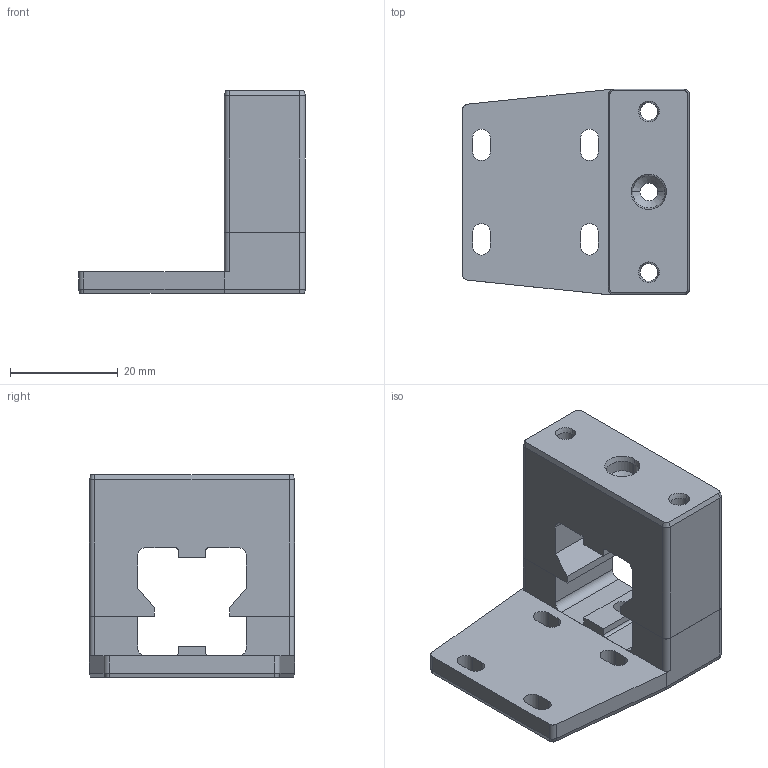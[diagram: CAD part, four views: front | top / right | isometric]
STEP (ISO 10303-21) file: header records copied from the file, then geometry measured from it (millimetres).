
FILE_DESCRIPTION (( 'STEP AP203' ), '1' );
FILE_NAME ('v2_slot5_X_bot_plate_LR.STEP', '2018-02-17T11:15:30', ( 'Admin' ), ( '' ), 'SwSTEP 2.0', 'SolidWorks 2013', '' );
FILE_SCHEMA (( 'CONFIG_CONTROL_DESIGN' ));
Length unit declared in the file: millimetre
Products named in the file (1): v2_slot5_X_bot_plate_LR
Bounding box: 42 x 38 x 37.6 mm (x, y, z)
Volume: 18164.5 mm3; surface area: 9502.1 mm2
Topology: 2 solids, 2 shells, 188 faces, 462 edges, 282 vertices
Faces by surface type: plane 118, cylinder 40, cone 30
Entity records: 5549 total; most frequent: DIRECTION 952, CARTESIAN_POINT 933, ORIENTED_EDGE 924, EDGE_CURVE 462, VECTOR 350, LINE 350, AXIS2_PLACEMENT_3D 301, VERTEX_POINT 282
